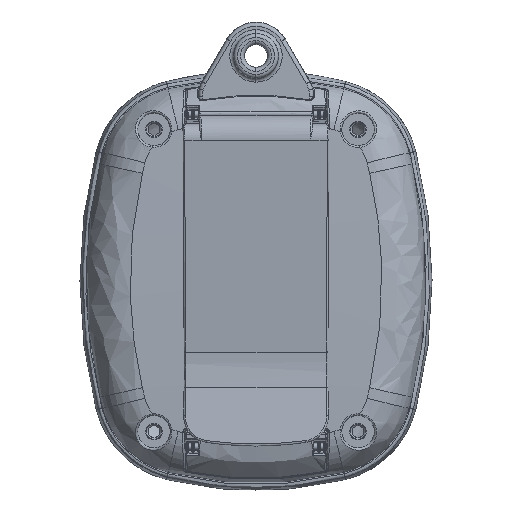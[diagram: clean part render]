
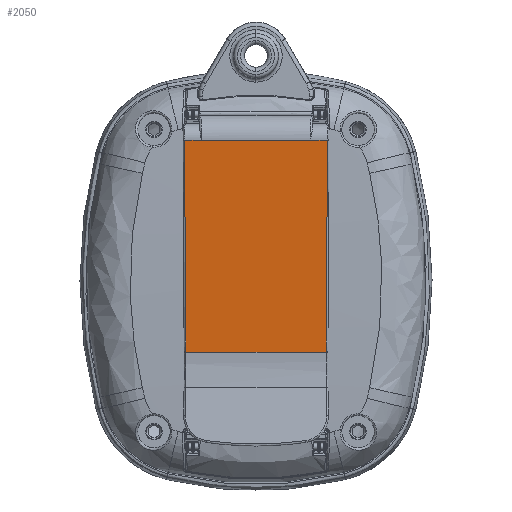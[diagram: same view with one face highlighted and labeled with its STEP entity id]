
A CAD part, front view. The second image highlights one B-rep face of the part: STEP entity #2050.
In plain terms, the highlighted planar face has unit normal (0, -0.996, -0.087).
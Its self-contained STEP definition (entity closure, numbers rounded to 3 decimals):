
#643 = VERTEX_POINT('',#644);
#644 = CARTESIAN_POINT('',(-9.443,-10.61,
    18.591));
#713 = VERTEX_POINT('',#714);
#714 = CARTESIAN_POINT('',(-9.314,-8.155,
    -9.462));
#2050 = ADVANCED_FACE('',(#2051),#2097,.F.);
#2051 = FACE_BOUND('',#2052,.T.);
#2052 = EDGE_LOOP('',(#2053,#2061,#2067,#2075,#2083,#2091));
#2053 = ORIENTED_EDGE('',*,*,#2054,.T.);
#2054 = EDGE_CURVE('',#2055,#643,#2057,.T.);
#2055 = VERTEX_POINT('',#2056);
#2056 = CARTESIAN_POINT('',(-7.224,-10.61,
    18.591));
#2057 = LINE('',#2058,#2059);
#2058 = CARTESIAN_POINT('',(51.234,-10.61,
    18.591));
#2059 = VECTOR('',#2060,1.);
#2060 = DIRECTION('',(-1.,0.,0.));
#2061 = ORIENTED_EDGE('',*,*,#2062,.T.);
#2062 = EDGE_CURVE('',#643,#713,#2063,.T.);
#2063 = LINE('',#2064,#2065);
#2064 = CARTESIAN_POINT('',(-9.314,-8.156,
    -9.461));
#2065 = VECTOR('',#2066,1.);
#2066 = DIRECTION('',(0.005,0.087,
    -0.996));
#2067 = ORIENTED_EDGE('',*,*,#2068,.T.);
#2068 = EDGE_CURVE('',#713,#2069,#2071,.T.);
#2069 = VERTEX_POINT('',#2070);
#2070 = CARTESIAN_POINT('',(9.314,-8.155,
    -9.462));
#2071 = LINE('',#2072,#2073);
#2072 = CARTESIAN_POINT('',(9.514,-8.155,
    -9.462));
#2073 = VECTOR('',#2074,1.);
#2074 = DIRECTION('',(1.,0.,0.));
#2075 = ORIENTED_EDGE('',*,*,#2076,.T.);
#2076 = EDGE_CURVE('',#2069,#2077,#2079,.T.);
#2077 = VERTEX_POINT('',#2078);
#2078 = CARTESIAN_POINT('',(9.443,-10.61,
    18.591));
#2079 = LINE('',#2080,#2081);
#2080 = CARTESIAN_POINT('',(9.443,-10.61,
    18.592));
#2081 = VECTOR('',#2082,1.);
#2082 = DIRECTION('',(0.005,-0.087,
    0.996));
#2083 = ORIENTED_EDGE('',*,*,#2084,.T.);
#2084 = EDGE_CURVE('',#2077,#2085,#2087,.T.);
#2085 = VERTEX_POINT('',#2086);
#2086 = CARTESIAN_POINT('',(7.224,-10.61,
    18.591));
#2087 = LINE('',#2088,#2089);
#2088 = CARTESIAN_POINT('',(51.234,-10.61,
    18.591));
#2089 = VECTOR('',#2090,1.);
#2090 = DIRECTION('',(-1.,0.,0.));
#2091 = ORIENTED_EDGE('',*,*,#2092,.T.);
#2092 = EDGE_CURVE('',#2085,#2055,#2093,.T.);
#2093 = LINE('',#2094,#2095);
#2094 = CARTESIAN_POINT('',(51.234,-10.61,
    18.591));
#2095 = VECTOR('',#2096,1.);
#2096 = DIRECTION('',(-1.,0.,0.));
#2097 = PLANE('',#2098);
#2098 = AXIS2_PLACEMENT_3D('',#2099,#2100,#2101);
#2099 = CARTESIAN_POINT('',(51.234,-10.784,
    20.584));
#2100 = DIRECTION('',(0.,0.996,0.087));
#2101 = DIRECTION('',(0.,-0.087,0.996));
